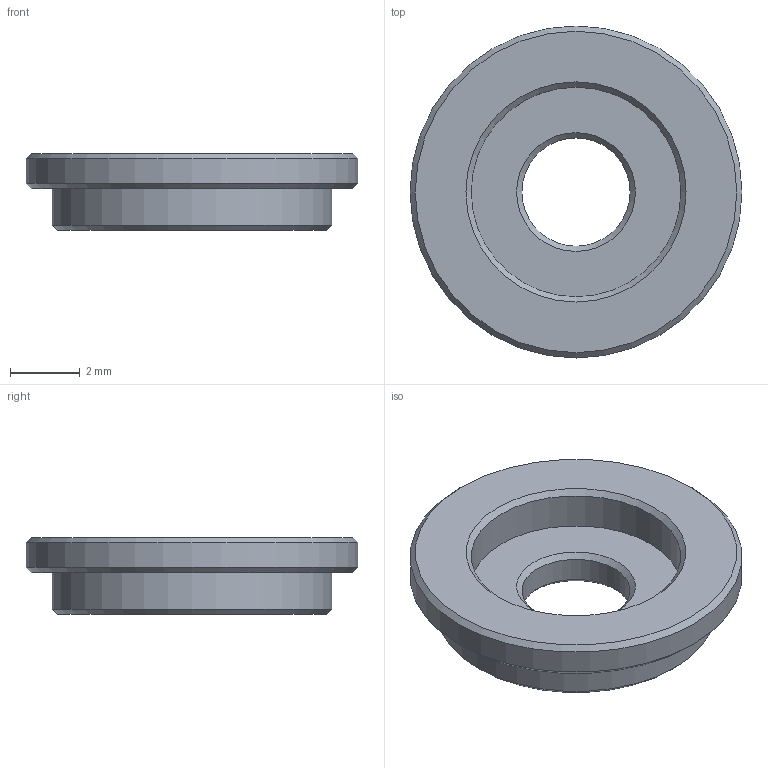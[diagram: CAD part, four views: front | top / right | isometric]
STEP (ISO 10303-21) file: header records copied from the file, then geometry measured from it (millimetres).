
FILE_DESCRIPTION(/* description */ (''),/* implementation_level */ '2;1');
FILE_NAME(/* name */ 'RX64-CAP.step',/* time_stamp */ '2019-12-10T23:33:36+00:00',/* author */ (''),/* organization */ (''),/* preprocessor_version */ 'ST-DEVELOPER v18',/* originating_system */ 'Autodesk Translation Framework v8.12.0.6',/* authorisation */ '');
FILE_SCHEMA (('AUTOMOTIVE_DESIGN { 1 0 10303 214 3 1 1 }'));
Length unit declared in the file: millimetre
Products named in the file (1): RX64-CAP
Bounding box: 9.5 x 9.5 x 2.2 mm (x, y, z)
Volume: 88.3 mm3; surface area: 208.2 mm2
Topology: 1 solids, 1 shells, 14 faces, 38 edges, 28 vertices
Faces by surface type: cone 6, cylinder 4, plane 4
Full cylindrical faces by diameter (mm): 3.1 x1, 6 x1, 8 x1, 9.5 x1
Entity records: 518 total; most frequent: DIRECTION 96, CARTESIAN_POINT 81, ORIENTED_EDGE 76, AXIS2_PLACEMENT_3D 43, EDGE_CURVE 38, CIRCLE 28, VERTEX_POINT 28, EDGE_LOOP 18
